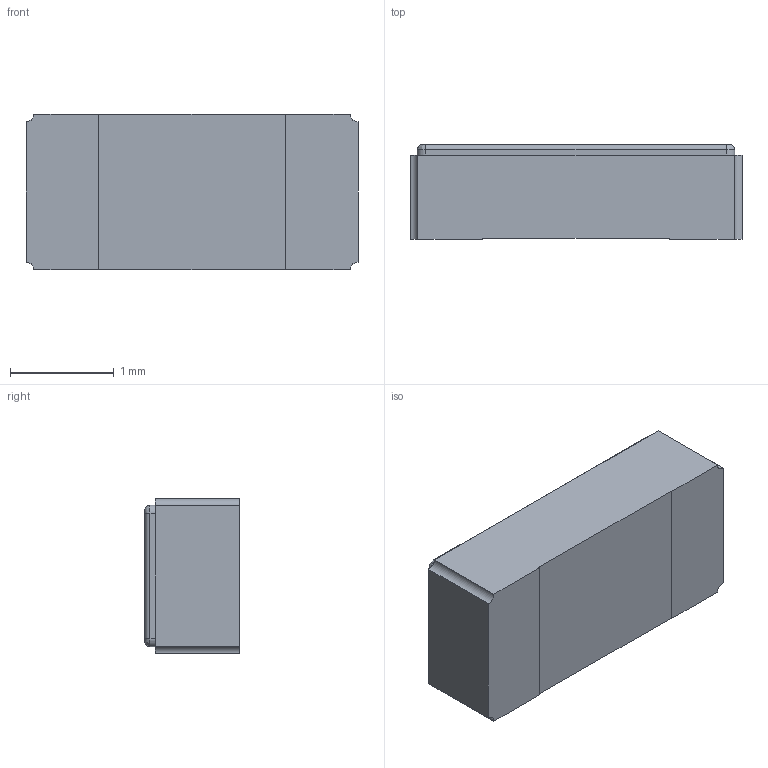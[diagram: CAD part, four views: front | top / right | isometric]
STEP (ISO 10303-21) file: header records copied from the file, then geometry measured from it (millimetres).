
FILE_DESCRIPTION (( 'STEP AP214' ), '1' );
FILE_NAME ('ECX-.327-CDX-1293.STEP', '2023-03-28T08:53:02', ( '' ), ( '' ), 'SwSTEP 2.0', 'SolidWorks 2022', '' );
FILE_SCHEMA (( 'AUTOMOTIVE_DESIGN' ));
Length unit declared in the file: millimetre
Products named in the file (1): ECX-.327-CDX-1293
Bounding box: 3.2 x 0.91 x 1.5 mm (x, y, z)
Volume: 4.3 mm3; surface area: 17.8 mm2
Topology: 1 solids, 1 shells, 74 faces, 196 edges, 128 vertices
Faces by surface type: plane 34, bspline 28, cylinder 12
Entity records: 3695 total; most frequent: CARTESIAN_POINT 1859, ORIENTED_EDGE 392, DIRECTION 270, EDGE_CURVE 196, VERTEX_POINT 128, VECTOR 120, LINE 120, EDGE_LOOP 78
